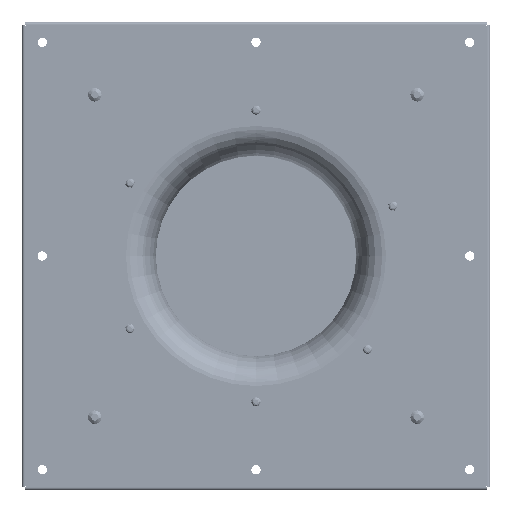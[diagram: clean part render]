
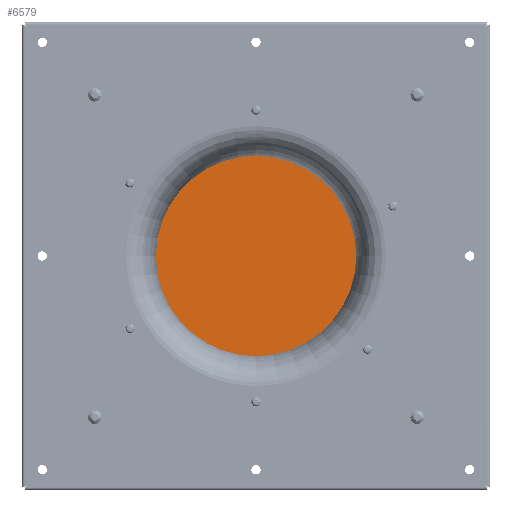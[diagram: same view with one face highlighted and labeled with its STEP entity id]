
A CAD part, front view. The second image highlights one B-rep face of the part: STEP entity #6579.
In plain terms, the highlighted planar face has unit normal (0, -1, 0).
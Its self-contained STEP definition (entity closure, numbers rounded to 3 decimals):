
#6332=CARTESIAN_POINT('',(0.,-151.468,0.));
#6333=DIRECTION('',(0.,-1.,0.));
#6334=DIRECTION('',(0.,0.,-1.));
#6335=AXIS2_PLACEMENT_3D('',#6332,#6333,#6334);
#6337=CARTESIAN_POINT('',(0.,-151.468,0.));
#6338=DIRECTION('',(0.,-1.,0.));
#6339=DIRECTION('',(0.,0.,1.));
#6340=AXIS2_PLACEMENT_3D('',#6337,#6338,#6339);
#6342=CARTESIAN_POINT('',(0.,-151.468,-106.722));
#6343=CARTESIAN_POINT('',(0.,-151.468,
106.722));
#6344=VERTEX_POINT('',#6342);
#6345=VERTEX_POINT('',#6343);
#6570=CARTESIAN_POINT('',(0.,-151.468,0.));
#6571=DIRECTION('',(0.,1.,0.));
#6572=DIRECTION('',(0.,0.,-1.));
#6573=AXIS2_PLACEMENT_3D('',#6570,#6571,#6572);
#6574=PLANE('',#6573);
#6575=ORIENTED_EDGE('',*,*,#6565,.F.);
#6576=ORIENTED_EDGE('',*,*,#6549,.F.);
#6577=EDGE_LOOP('',(#6575,#6576));
#6578=FACE_OUTER_BOUND('',#6577,.F.);
#6579=ADVANCED_FACE('',(#6578),#6574,.F.);
#6336=CIRCLE('',#6335,106.722);
#6341=CIRCLE('',#6340,106.722);
#6549=EDGE_CURVE('',#6345,#6344,#6341,.T.);
#6565=EDGE_CURVE('',#6344,#6345,#6336,.T.);
